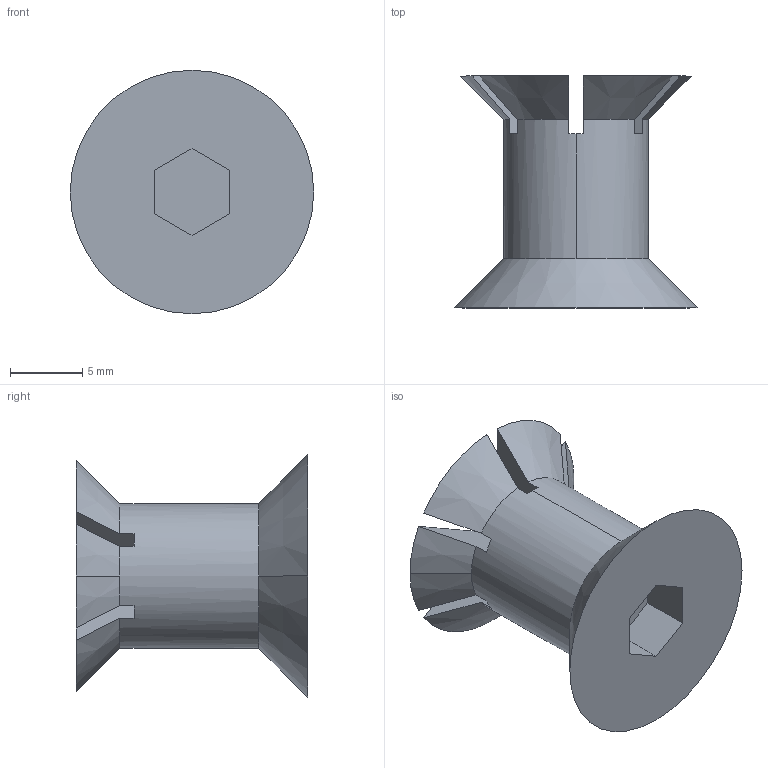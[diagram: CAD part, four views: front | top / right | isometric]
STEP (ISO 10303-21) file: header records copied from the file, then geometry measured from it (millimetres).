
FILE_DESCRIPTION (( 'STEP AP214' ), '1' );
FILE_NAME ('隙蛌蛈.STEP', '2024-12-23T06:36:20', ( '' ), ( '' ), 'SwSTEP 2.0', 'SolidWorks 2022', '' );
FILE_SCHEMA (( 'AUTOMOTIVE_DESIGN' ));
Length unit declared in the file: millimetre
Products named in the file (1): 回转爪
Bounding box: 16.8 x 16 x 16.8 mm (x, y, z)
Volume: 1432 mm3; surface area: 1360.3 mm2
Topology: 1 solids, 1 shells, 50 faces, 141 edges, 94 vertices
Faces by surface type: plane 27, cone 15, cylinder 8
Entity records: 1683 total; most frequent: CARTESIAN_POINT 358, ORIENTED_EDGE 282, DIRECTION 259, EDGE_CURVE 141, VERTEX_POINT 94, AXIS2_PLACEMENT_3D 91, VECTOR 77, LINE 77
